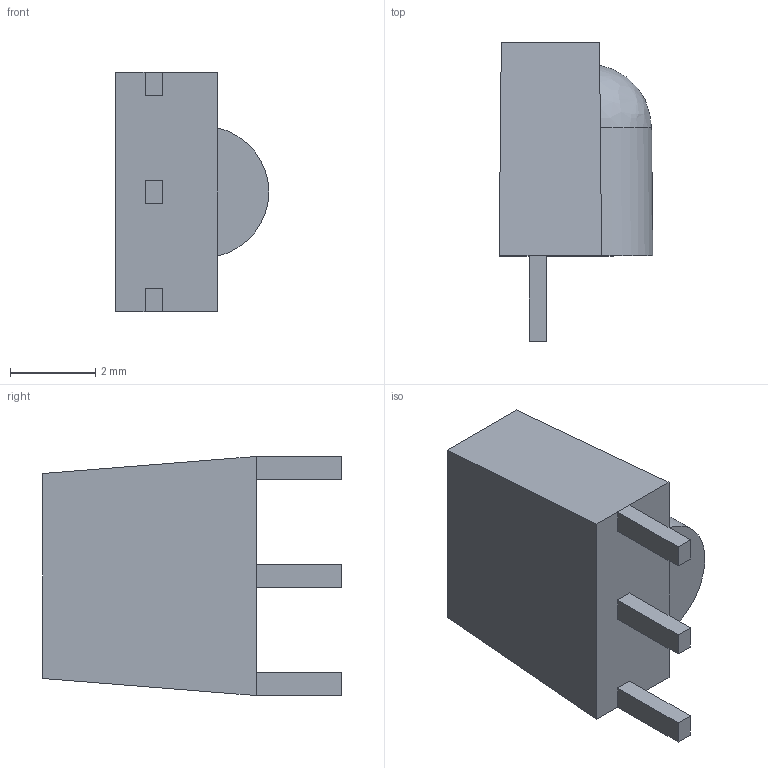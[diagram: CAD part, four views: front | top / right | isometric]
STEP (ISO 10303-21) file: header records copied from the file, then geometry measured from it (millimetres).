
FILE_DESCRIPTION (( 'STEP AP214' ), '1' );
FILE_NAME ('綻俋諉彶芛.STEP', '2024-01-30T03:14:55', ( '' ), ( '' ), 'SwSTEP 2.0', 'SolidWorks 2016', '' );
FILE_SCHEMA (( 'AUTOMOTIVE_DESIGN' ));
Length unit declared in the file: millimetre
Products named in the file (1): 綻俋諉彶芛
Bounding box: 3.6 x 7 x 5.6 mm (x, y, z)
Volume: 73 mm3; surface area: 119.8 mm2
Topology: 1 solids, 1 shells, 25 faces, 60 edges, 38 vertices
Faces by surface type: plane 22, cylinder 2, bspline 1
Entity records: 1018 total; most frequent: CARTESIAN_POINT 162, ORIENTED_EDGE 120, DIRECTION 113, EDGE_CURVE 60, LINE 55, VECTOR 55, VERTEX_POINT 38, AXIS2_PLACEMENT_3D 29
